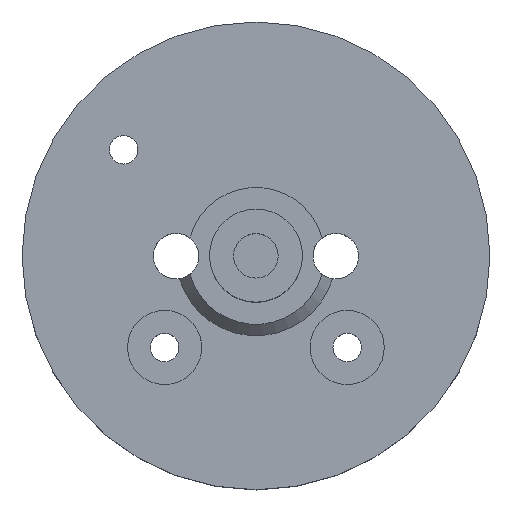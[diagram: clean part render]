
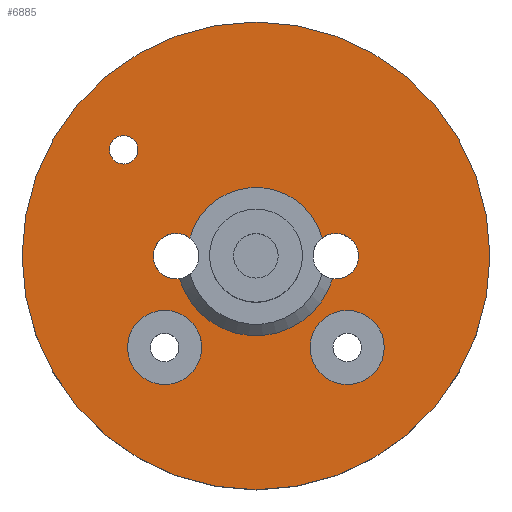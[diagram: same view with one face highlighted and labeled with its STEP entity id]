
A CAD part, top view. The second image highlights one B-rep face of the part: STEP entity #6885.
In plain terms, the highlighted planar face has unit normal (0, 0, 1).
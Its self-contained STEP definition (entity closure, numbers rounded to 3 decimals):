
#27=FACE_BOUND('',#462,.T.);
#28=FACE_BOUND('',#463,.T.);
#29=FACE_BOUND('',#464,.T.);
#30=FACE_BOUND('',#465,.T.);
#44=PLANE('',#8034);
#68=FACE_OUTER_BOUND('',#461,.T.);
#461=EDGE_LOOP('',(#5019));
#462=EDGE_LOOP('',(#5020));
#463=EDGE_LOOP('',(#5021));
#464=EDGE_LOOP('',(#5022));
#465=EDGE_LOOP('',(#5023,#5024,#5025,#5026,#5027));
#1589=CIRCLE('',#7269,1.25);
#1590=CIRCLE('',#7271,3.25);
#1593=CIRCLE('',#7276,3.25);
#1601=CIRCLE('',#7290,7.);
#1604=CIRCLE('',#7296,6.);
#1971=CIRCLE('',#7667,20.5);
#2335=CIRCLE('',#8035,2.);
#2336=CIRCLE('',#8036,2.);
#2337=CIRCLE('',#8037,2.);
#2343=VERTEX_POINT('',#11072);
#2344=VERTEX_POINT('',#11076);
#2347=VERTEX_POINT('',#11085);
#2354=VERTEX_POINT('',#11109);
#2357=VERTEX_POINT('',#11122);
#2360=VERTEX_POINT('',#11140);
#2361=VERTEX_POINT('',#11141);
#2727=VERTEX_POINT('',#11881);
#3091=VERTEX_POINT('',#12617);
#3099=EDGE_CURVE('',#2343,#2343,#1589,.T.);
#3100=EDGE_CURVE('',#2344,#2344,#1590,.T.);
#3104=EDGE_CURVE('',#2347,#2347,#1593,.T.);
#3118=EDGE_CURVE('',#2357,#2354,#1601,.T.);
#3122=EDGE_CURVE('',#2360,#2361,#1604,.T.);
#3492=EDGE_CURVE('',#2727,#2727,#1971,.T.);
#3859=EDGE_CURVE('',#2360,#2357,#2335,.T.);
#3860=EDGE_CURVE('',#3091,#2361,#2336,.T.);
#3861=EDGE_CURVE('',#2354,#3091,#2337,.T.);
#5019=ORIENTED_EDGE('',*,*,#3492,.F.);
#5020=ORIENTED_EDGE('',*,*,#3099,.T.);
#5021=ORIENTED_EDGE('',*,*,#3100,.T.);
#5022=ORIENTED_EDGE('',*,*,#3104,.T.);
#5023=ORIENTED_EDGE('',*,*,#3118,.F.);
#5024=ORIENTED_EDGE('',*,*,#3859,.F.);
#5025=ORIENTED_EDGE('',*,*,#3122,.T.);
#5026=ORIENTED_EDGE('',*,*,#3860,.F.);
#5027=ORIENTED_EDGE('',*,*,#3861,.F.);
#6885=ADVANCED_FACE('',(#68,#27,#28,#29,#30),#44,.F.);
#7269=AXIS2_PLACEMENT_3D('',#11074,#8419,#8420);
#7271=AXIS2_PLACEMENT_3D('',#11077,#8423,#8424);
#7276=AXIS2_PLACEMENT_3D('',#11086,#8434,#8435);
#7290=AXIS2_PLACEMENT_3D('',#11131,#8466,#8467);
#7296=AXIS2_PLACEMENT_3D('',#11142,#8479,#8480);
#7667=AXIS2_PLACEMENT_3D('',#11882,#9224,#9225);
#8034=AXIS2_PLACEMENT_3D('',#12615,#9961,#9962);
#8035=AXIS2_PLACEMENT_3D('',#12616,#9963,#9964);
#8036=AXIS2_PLACEMENT_3D('',#12618,#9965,#9966);
#8037=AXIS2_PLACEMENT_3D('',#12619,#9967,#9968);
#8419=DIRECTION('center_axis',(0.,0.,-1.));
#8420=DIRECTION('ref_axis',(-1.,0.,0.));
#8423=DIRECTION('center_axis',(0.,0.,-1.));
#8424=DIRECTION('ref_axis',(1.,0.,0.));
#8434=DIRECTION('center_axis',(0.,0.,-1.));
#8435=DIRECTION('ref_axis',(1.,0.,0.));
#8466=DIRECTION('center_axis',(0.,0.,1.));
#8467=DIRECTION('ref_axis',(-1.,0.,0.));
#8479=DIRECTION('center_axis',(0.,0.,-1.));
#8480=DIRECTION('ref_axis',(1.,0.,0.));
#9224=DIRECTION('center_axis',(0.,0.,-1.));
#9225=DIRECTION('ref_axis',(-1.,0.,0.));
#9961=DIRECTION('center_axis',(0.,0.,-1.));
#9962=DIRECTION('ref_axis',(-1.,0.,0.));
#9963=DIRECTION('center_axis',(0.,0.,1.));
#9964=DIRECTION('ref_axis',(-1.,0.,0.));
#9965=DIRECTION('center_axis',(0.,0.,1.));
#9966=DIRECTION('ref_axis',(-1.,0.,0.));
#9967=DIRECTION('center_axis',(0.,0.,1.));
#9968=DIRECTION('ref_axis',(-1.,0.,0.));
#11072=CARTESIAN_POINT('',(-10.336,9.326,1.5));
#11074=CARTESIAN_POINT('Origin',(-11.586,9.326,1.5));
#11076=CARTESIAN_POINT('',(-11.25,-8.,1.5));
#11077=CARTESIAN_POINT('Origin',(-8.,-8.,1.5));
#11085=CARTESIAN_POINT('',(4.75,-8.,1.5));
#11086=CARTESIAN_POINT('Origin',(8.,-8.,1.5));
#11109=CARTESIAN_POINT('',(6.716,-1.98,1.5));
#11122=CARTESIAN_POINT('',(-6.699,-1.977,1.5));
#11131=CARTESIAN_POINT('Origin',(0.009,0.023,
1.5));
#11140=CARTESIAN_POINT('',(-5.784,1.588,1.5));
#11141=CARTESIAN_POINT('',(5.798,1.599,1.5));
#11142=CARTESIAN_POINT('Origin',(0.009,0.023,
1.5));
#11881=CARTESIAN_POINT('',(20.509,0.023,1.5));
#11882=CARTESIAN_POINT('Origin',(0.009,0.023,
1.5));
#12615=CARTESIAN_POINT('Origin',(0.009,0.023,
1.5));
#12616=CARTESIAN_POINT('Origin',(-7.,0.,1.5));
#12617=CARTESIAN_POINT('',(9.,0.,1.5));
#12618=CARTESIAN_POINT('Origin',(7.,0.,1.5));
#12619=CARTESIAN_POINT('Origin',(7.,0.,1.5));
